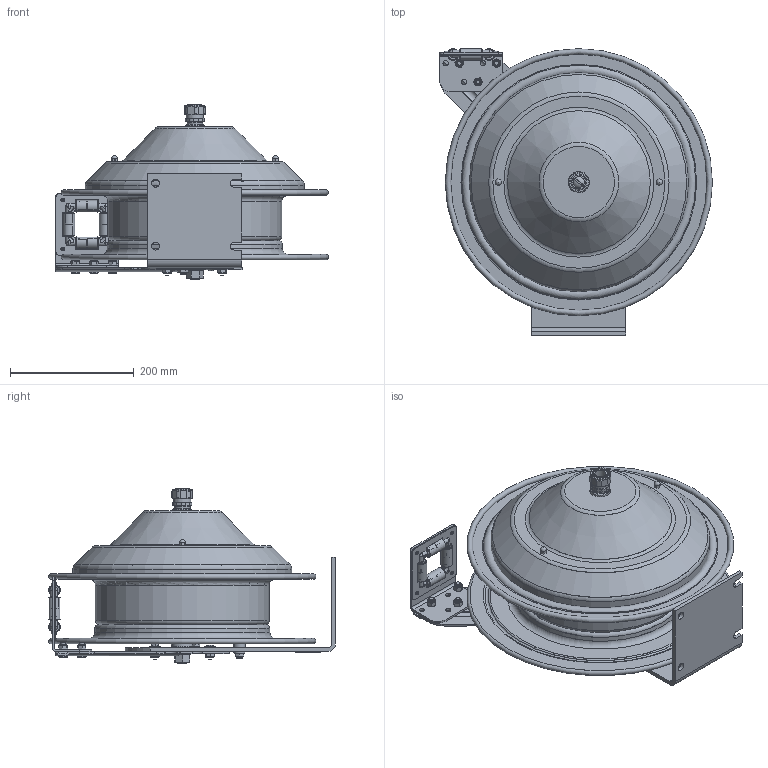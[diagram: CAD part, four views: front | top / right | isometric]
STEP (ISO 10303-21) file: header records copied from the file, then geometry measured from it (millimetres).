
FILE_DESCRIPTION(/* description */ (''),/* implementation_level */ '2;1');
FILE_NAME(/* name */ 'PC17-3510-X_SHARED.stp',/* time_stamp */ '2020-03-18T08:09:00-07:00',/* author */ ('NMelton'),/* organization */ (''),/* preprocessor_version */ 'ST-DEVELOPER v17',/* originating_system */ 'Autodesk Inventor 2019',/* authorisation */ '');
FILE_SCHEMA (('AUTOMOTIVE_DESIGN { 1 0 10303 214 3 1 1 }'));
Length unit declared in the file: inch
Products named in the file (1): PC17-3510-X_SHARED
Bounding box: 441.01 x 463.89 x 281.33 mm (x, y, z)
Surface area: 1152316.9 mm2 (no closed solid volume)
Topology: 0 solids, 115 shells, 1442 faces, 5483 edges, 4012 vertices
Faces by surface type: plane 658, cylinder 274, bspline 271, cone 137, torus 64, sphere 38
Full cylindrical faces by diameter (mm): 2.54 x1, 3.048 x1, 4.699 x4, 4.826 x2, 5.556 x2, 5.588 x5, 6.35 x4, 7.938 x3, 8.636 x3, 8.731 x4, 11.43 x3, 12.192 x8, 12.7 x2, 15.875 x1, 17.399 x1, 17.78 x1, 19.05 x5, 25.07 x2, 25.209 x1, 26.326 x1, 28.194 x1, 28.575 x1, 31.242 x1, 32.639 x1, 34.036 x1, 34.925 x1, 35.052 x1, 280.924 x1, 354.076 x1
Entity records: 63226 total; most frequent: CARTESIAN_POINT 18670, ORIENTED_EDGE 8585, DIRECTION 7925, EDGE_CURVE 5440, VERTEX_POINT 4012, LINE 2703, VECTOR 2703, AXIS2_PLACEMENT_3D 2611
